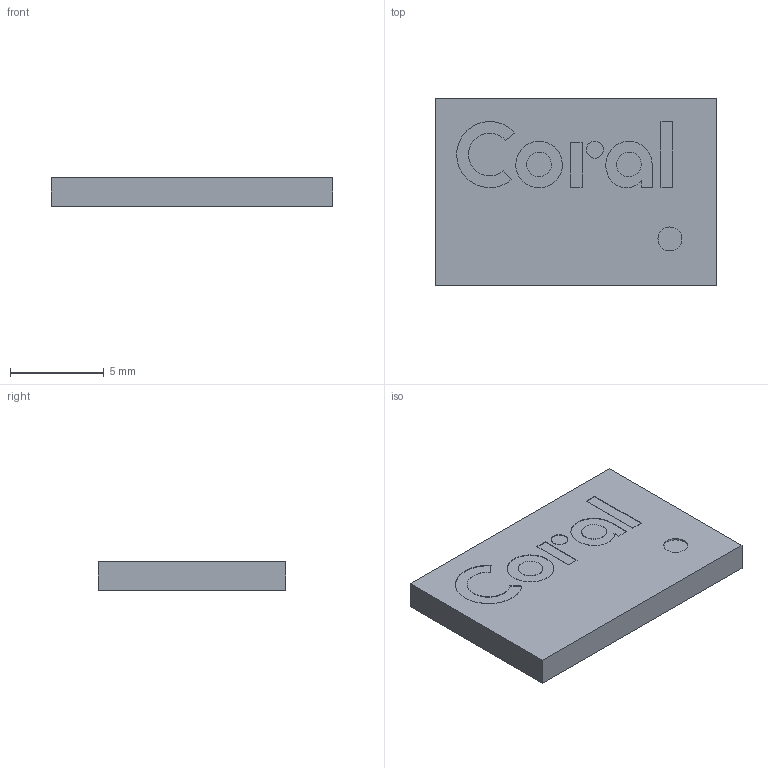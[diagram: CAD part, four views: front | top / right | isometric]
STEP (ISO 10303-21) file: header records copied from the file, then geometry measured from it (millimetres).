
FILE_DESCRIPTION(('FreeCAD Model'),'2;1');
FILE_NAME('Open CASCADE Shape Model','2023-10-24T18:32:59',( 'Kevin Bibby'),('Optimised Product Design Ltd'), 'Open CASCADE STEP processor 7.6','FreeCAD','Unknown');
FILE_SCHEMA(('AUTOMOTIVE_DESIGN { 1 0 10303 214 1 1 1 1 }'));
Length unit declared in the file: millimetre
Products named in the file (1): Open_CASCADE_STEP_translator_6.8_13.2.1
Bounding box: 15 x 10 x 1.5 mm (x, y, z)
Volume: 224.4 mm3; surface area: 377.2 mm2
Topology: 1 solids, 1 shells, 36 faces, 75 edges, 50 vertices
Faces by surface type: plane 27, bspline 8, cylinder 1
Full cylindrical faces by diameter (mm): 1.275 x1
Entity records: 1523 total; most frequent: CARTESIAN_POINT 591, ORIENTED_EDGE 150, DIRECTION 114, EDGE_CURVE 75, LINE 52, VECTOR 52, VERTEX_POINT 50, FACE_BOUND 45
